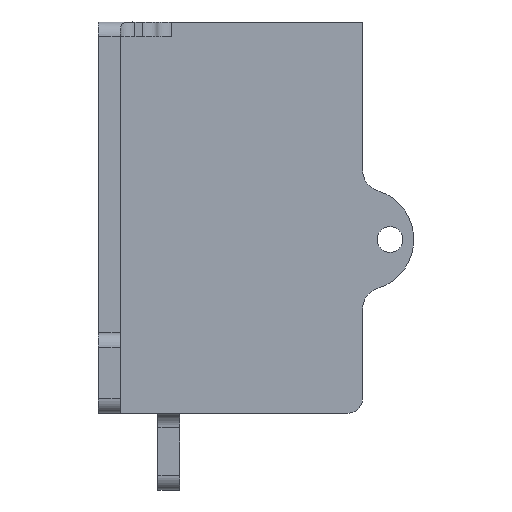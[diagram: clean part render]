
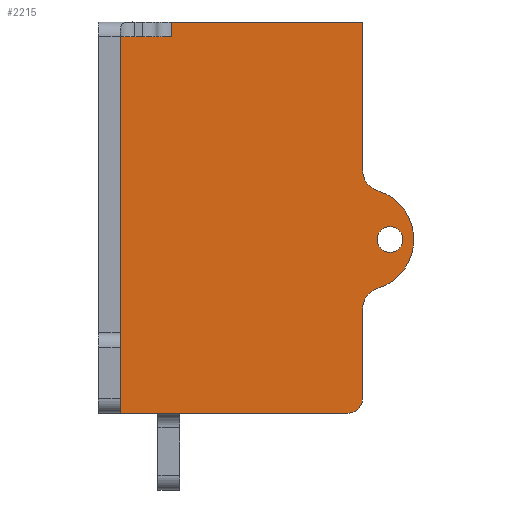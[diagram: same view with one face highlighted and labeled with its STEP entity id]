
A CAD part, front view. The second image highlights one B-rep face of the part: STEP entity #2215.
In plain terms, the highlighted planar face has unit normal (0, -1, 0).
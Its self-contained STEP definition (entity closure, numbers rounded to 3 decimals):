
#28=FACE_BOUND('',#271,.T.);
#70=PLANE('',#2392);
#146=FACE_OUTER_BOUND('',#270,.T.);
#270=EDGE_LOOP('',(#1706,#1707,#1708,#1709,#1710,#1711,#1712,#1713,#1714,
#1715,#1716));
#271=EDGE_LOOP('',(#1717));
#398=LINE('',#3277,#617);
#411=LINE('',#3315,#630);
#420=LINE('',#3338,#639);
#480=LINE('',#3530,#699);
#482=LINE('',#3534,#701);
#483=LINE('',#3536,#702);
#484=LINE('',#3538,#703);
#617=VECTOR('',#2593,10.);
#630=VECTOR('',#2624,10.);
#639=VECTOR('',#2649,10.);
#699=VECTOR('',#2827,10.);
#701=VECTOR('',#2831,10.);
#702=VECTOR('',#2832,10.);
#703=VECTOR('',#2833,10.);
#835=CIRCLE('',#2371,3.);
#836=CIRCLE('',#2373,7.);
#837=CIRCLE('',#2375,3.);
#838=CIRCLE('',#2377,1.75);
#850=CIRCLE('',#2393,2.);
#943=VERTEX_POINT('',#3274);
#944=VERTEX_POINT('',#3276);
#959=VERTEX_POINT('',#3312);
#960=VERTEX_POINT('',#3314);
#966=VERTEX_POINT('',#3337);
#1006=VERTEX_POINT('',#3448);
#1007=VERTEX_POINT('',#3452);
#1008=VERTEX_POINT('',#3458);
#1039=VERTEX_POINT('',#3528);
#1040=VERTEX_POINT('',#3533);
#1041=VERTEX_POINT('',#3535);
#1042=VERTEX_POINT('',#3537);
#1172=EDGE_CURVE('',#944,#943,#398,.T.);
#1191=EDGE_CURVE('',#959,#960,#411,.T.);
#1203=EDGE_CURVE('',#966,#960,#420,.T.);
#1258=EDGE_CURVE('',#1006,#943,#835,.T.);
#1260=EDGE_CURVE('',#1006,#1007,#836,.T.);
#1261=EDGE_CURVE('',#966,#1007,#837,.T.);
#1262=EDGE_CURVE('',#1008,#1008,#838,.T.);
#1299=EDGE_CURVE('',#1039,#959,#480,.T.);
#1301=EDGE_CURVE('',#1039,#1040,#482,.T.);
#1302=EDGE_CURVE('',#1041,#1040,#483,.T.);
#1303=EDGE_CURVE('',#1041,#1042,#484,.T.);
#1304=EDGE_CURVE('',#944,#1042,#850,.T.);
#1706=ORIENTED_EDGE('',*,*,#1203,.T.);
#1707=ORIENTED_EDGE('',*,*,#1191,.F.);
#1708=ORIENTED_EDGE('',*,*,#1299,.F.);
#1709=ORIENTED_EDGE('',*,*,#1301,.T.);
#1710=ORIENTED_EDGE('',*,*,#1302,.F.);
#1711=ORIENTED_EDGE('',*,*,#1303,.T.);
#1712=ORIENTED_EDGE('',*,*,#1304,.F.);
#1713=ORIENTED_EDGE('',*,*,#1172,.T.);
#1714=ORIENTED_EDGE('',*,*,#1258,.F.);
#1715=ORIENTED_EDGE('',*,*,#1260,.T.);
#1716=ORIENTED_EDGE('',*,*,#1261,.F.);
#1717=ORIENTED_EDGE('',*,*,#1262,.T.);
#2215=ADVANCED_FACE('',(#146,#28),#70,.T.);
#2371=AXIS2_PLACEMENT_3D('',#3450,#2759,#2760);
#2373=AXIS2_PLACEMENT_3D('',#3454,#2764,#2765);
#2375=AXIS2_PLACEMENT_3D('',#3456,#2768,#2769);
#2377=AXIS2_PLACEMENT_3D('',#3459,#2772,#2773);
#2392=AXIS2_PLACEMENT_3D('',#3532,#2829,#2830);
#2393=AXIS2_PLACEMENT_3D('',#3539,#2834,#2835);
#2593=DIRECTION('',(0.,0.,1.));
#2624=DIRECTION('',(1.,0.,0.));
#2649=DIRECTION('',(0.,0.,1.));
#2759=DIRECTION('center_axis',(0.,-1.,0.));
#2760=DIRECTION('ref_axis',(-0.806,0.,0.592));
#2764=DIRECTION('center_axis',(0.,-1.,0.));
#2765=DIRECTION('ref_axis',(0.,0.,1.));
#2768=DIRECTION('center_axis',(0.,-1.,0.));
#2769=DIRECTION('ref_axis',(-0.806,0.,-0.592));
#2772=DIRECTION('center_axis',(0.,1.,0.));
#2773=DIRECTION('ref_axis',(-1.,0.,0.));
#2827=DIRECTION('',(0.,0.,1.));
#2829=DIRECTION('center_axis',(0.,-1.,0.));
#2830=DIRECTION('ref_axis',(1.,0.,0.));
#2831=DIRECTION('',(-1.,0.,0.));
#2832=DIRECTION('',(0.,0.,1.));
#2833=DIRECTION('',(1.,0.,0.));
#2834=DIRECTION('center_axis',(0.,1.,0.));
#2835=DIRECTION('ref_axis',(0.707,0.,-0.707));
#3274=CARTESIAN_POINT('',(56.062,23.11,14.211));
#3276=CARTESIAN_POINT('',(56.062,23.11,2.));
#3277=CARTESIAN_POINT('',(56.062,23.11,0.));
#3312=CARTESIAN_POINT('',(29.939,23.11,53.5));
#3314=CARTESIAN_POINT('',(56.062,23.11,53.5));
#3315=CARTESIAN_POINT('',(22.939,23.11,53.5));
#3337=CARTESIAN_POINT('',(56.062,23.11,33.289));
#3338=CARTESIAN_POINT('',(56.062,23.11,0.));
#3448=CARTESIAN_POINT('',(58.162,23.11,17.072));
#3450=CARTESIAN_POINT('Origin',(59.062,23.11,14.211));
#3452=CARTESIAN_POINT('',(58.162,23.11,30.428));
#3454=CARTESIAN_POINT('Origin',(56.062,23.11,23.75));
#3456=CARTESIAN_POINT('Origin',(59.062,23.11,33.289));
#3458=CARTESIAN_POINT('',(61.562,23.11,23.75));
#3459=CARTESIAN_POINT('Origin',(59.812,23.11,23.75));
#3528=CARTESIAN_POINT('',(29.939,23.11,51.5));
#3530=CARTESIAN_POINT('',(29.939,23.11,26.75));
#3532=CARTESIAN_POINT('Origin',(22.939,23.11,0.));
#3533=CARTESIAN_POINT('',(22.939,23.11,51.5));
#3534=CARTESIAN_POINT('',(24.189,23.11,51.5));
#3535=CARTESIAN_POINT('',(22.939,23.11,0.));
#3536=CARTESIAN_POINT('',(22.939,23.11,0.));
#3537=CARTESIAN_POINT('',(54.062,23.11,0.));
#3538=CARTESIAN_POINT('',(22.939,23.11,0.));
#3539=CARTESIAN_POINT('Origin',(54.062,23.11,2.));
